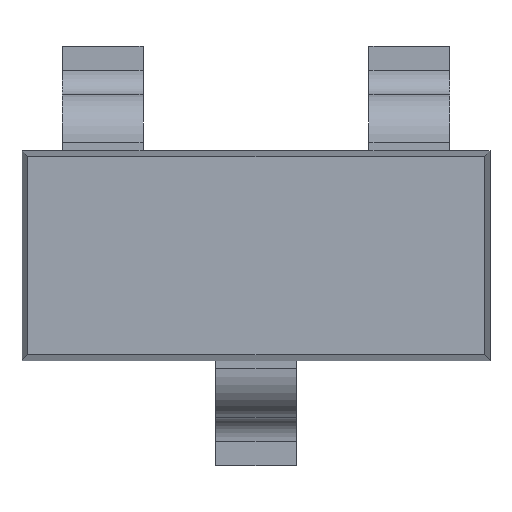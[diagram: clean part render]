
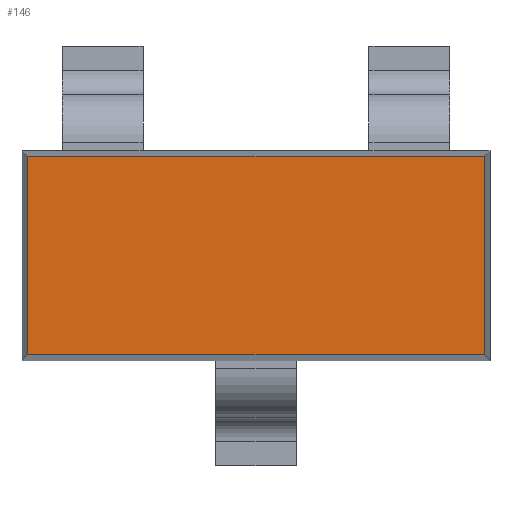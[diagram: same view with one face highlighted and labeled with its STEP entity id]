
A CAD part, top view. The second image highlights one B-rep face of the part: STEP entity #146.
In plain terms, the highlighted planar face has unit normal (0, 0, 1).
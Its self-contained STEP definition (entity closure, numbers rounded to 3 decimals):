
#146=ADVANCED_FACE('',(#234),#196,.T.);
#196=PLANE('',#983);
#234=FACE_OUTER_BOUND('',#284,.T.);
#284=EDGE_LOOP('',(#346,#347,#348,#349));
#346=ORIENTED_EDGE('',*,*,#668,.F.);
#347=ORIENTED_EDGE('',*,*,#669,.F.);
#348=ORIENTED_EDGE('',*,*,#670,.T.);
#349=ORIENTED_EDGE('',*,*,#671,.T.);
#590=VERTEX_POINT('',#1339);
#591=VERTEX_POINT('',#1340);
#592=VERTEX_POINT('',#1342);
#593=VERTEX_POINT('',#1344);
#668=EDGE_CURVE('',#590,#591,#792,.T.);
#669=EDGE_CURVE('',#592,#590,#793,.T.);
#670=EDGE_CURVE('',#592,#593,#794,.T.);
#671=EDGE_CURVE('',#593,#591,#795,.T.);
#792=LINE('',#1338,#892);
#793=LINE('',#1341,#893);
#794=LINE('',#1343,#894);
#795=LINE('',#1345,#895);
#892=VECTOR('',#1077,1.);
#893=VECTOR('',#1078,1.);
#894=VECTOR('',#1079,1.);
#895=VECTOR('',#1080,1.);
#983=AXIS2_PLACEMENT_3D('',#1346,#1081,#1082);
#1077=DIRECTION('',(0.,1.,0.));
#1078=DIRECTION('',(-1.,0.,0.));
#1079=DIRECTION('',(0.,1.,0.));
#1080=DIRECTION('',(-1.,0.,0.));
#1081=DIRECTION('',(0.,0.,1.));
#1082=DIRECTION('',(1.,0.,0.));
#1338=CARTESIAN_POINT('',(-1.414,-0.715,1.12));
#1339=CARTESIAN_POINT('',(-1.414,-0.614,1.12));
#1340=CARTESIAN_POINT('',(-1.414,0.614,1.12));
#1341=CARTESIAN_POINT('',(-1.74,-0.614,1.12));
#1342=CARTESIAN_POINT('',(1.414,-0.614,1.12));
#1343=CARTESIAN_POINT('',(1.414,-0.715,1.12));
#1344=CARTESIAN_POINT('',(1.414,0.614,1.12));
#1345=CARTESIAN_POINT('',(-1.74,0.614,1.12));
#1346=CARTESIAN_POINT('',(0.,0.,1.12));
